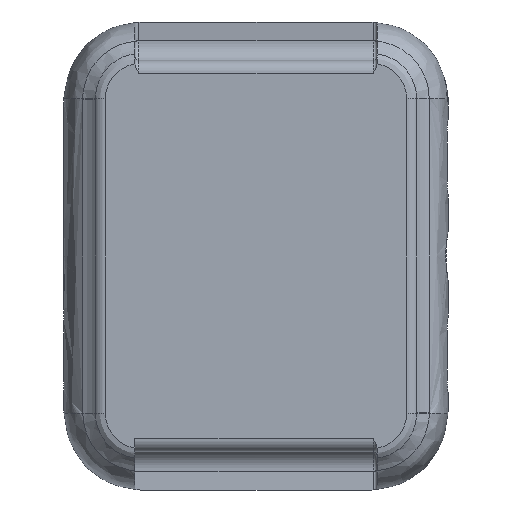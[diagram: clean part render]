
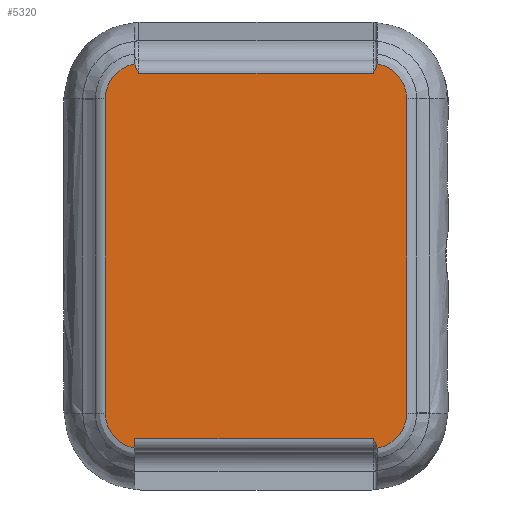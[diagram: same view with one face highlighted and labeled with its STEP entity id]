
A CAD part, front view. The second image highlights one B-rep face of the part: STEP entity #5320.
In plain terms, the highlighted planar face has unit normal (0, -1, 0).
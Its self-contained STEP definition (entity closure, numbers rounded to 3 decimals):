
#40=LINE('',#7528,#307);
#43=LINE('',#7615,#310);
#44=LINE('',#7619,#311);
#45=LINE('',#7621,#312);
#46=LINE('',#7635,#313);
#307=VECTOR('',#5922,9.702);
#310=VECTOR('',#5929,9.763);
#311=VECTOR('',#5932,10.);
#312=VECTOR('',#5933,9.702);
#313=VECTOR('',#5936,9.763);
#573=(
BOUNDED_CURVE()
B_SPLINE_CURVE(2,(#7296,#7297,#7298),.UNSPECIFIED.,.F.,.F.)
B_SPLINE_CURVE_WITH_KNOTS((3,3),(6.456,6.459),
 .UNSPECIFIED.)
CURVE()
GEOMETRIC_REPRESENTATION_ITEM()
RATIONAL_B_SPLINE_CURVE((0.943,0.942,0.942))
REPRESENTATION_ITEM('')
);
#574=(
BOUNDED_CURVE()
B_SPLINE_CURVE(2,(#7611,#7612,#7613),.UNSPECIFIED.,.F.,.F.)
B_SPLINE_CURVE_WITH_KNOTS((3,3),(6.107,6.11),
 .UNSPECIFIED.)
CURVE()
GEOMETRIC_REPRESENTATION_ITEM()
RATIONAL_B_SPLINE_CURVE((0.942,0.942,0.943))
REPRESENTATION_ITEM('')
);
#669=ELLIPSE('',#5637,3.222,3.202);
#670=ELLIPSE('',#5640,3.222,3.202);
#671=ELLIPSE('',#5641,3.222,3.202);
#672=ELLIPSE('',#5642,3.222,3.202);
#792=PLANE('',#5639);
#911=FACE_OUTER_BOUND('',#1232,.T.);
#1232=EDGE_LOOP('',(#3549,#3550,#3551,#3552,#3553,#3554,#3555,#3556,#3557,
#3558,#3559,#3560,#3561,#3562));
#1577=B_SPLINE_CURVE_WITH_KNOTS('',3,(#6751,#6752,#6753,#6754,#6755,#6756,
#6757,#6758,#6759,#6760),.UNSPECIFIED.,.F.,.F.,(4,2,2,2,4),(-0.001,
0.,0.038,0.073,0.091),
 .UNSPECIFIED.);
#1597=B_SPLINE_CURVE_WITH_KNOTS('',3,(#7136,#7137,#7138,#7139,#7140,#7141,
#7142,#7143,#7144,#7145),.UNSPECIFIED.,.F.,.F.,(4,2,2,2,4),(0.013,
0.022,0.056,0.103,0.103),
 .UNSPECIFIED.);
#1631=B_SPLINE_CURVE_WITH_KNOTS('',3,(#7623,#7624,#7625,#7626,#7627,#7628,
#7629,#7630,#7631,#7632),.UNSPECIFIED.,.F.,.F.,(4,2,2,2,4),(0.013,
0.022,0.056,0.103,0.103),
 .UNSPECIFIED.);
#2023=VERTEX_POINT('',#6726);
#2027=VERTEX_POINT('',#6745);
#2047=VERTEX_POINT('',#7134);
#2048=VERTEX_POINT('',#7135);
#2055=VERTEX_POINT('',#7293);
#2056=VERTEX_POINT('',#7294);
#2077=VERTEX_POINT('',#7608);
#2078=VERTEX_POINT('',#7609);
#2079=VERTEX_POINT('',#7614);
#2080=VERTEX_POINT('',#7616);
#2081=VERTEX_POINT('',#7618);
#2082=VERTEX_POINT('',#7620);
#2083=VERTEX_POINT('',#7622);
#2084=VERTEX_POINT('',#7633);
#2580=EDGE_CURVE('',#2027,#2023,#1577,.T.);
#2606=EDGE_CURVE('',#2047,#2048,#1597,.F.);
#2616=EDGE_CURVE('',#2055,#2056,#669,.T.);
#2617=EDGE_CURVE('',#2048,#2056,#573,.T.);
#2641=EDGE_CURVE('',#2047,#2027,#40,.T.);
#2648=EDGE_CURVE('',#2077,#2078,#670,.T.);
#2649=EDGE_CURVE('',#2023,#2077,#574,.F.);
#2650=EDGE_CURVE('',#2079,#2055,#43,.T.);
#2651=EDGE_CURVE('',#2080,#2079,#671,.T.);
#2652=EDGE_CURVE('',#2081,#2080,#44,.F.);
#2653=EDGE_CURVE('',#2082,#2081,#45,.T.);
#2654=EDGE_CURVE('',#2082,#2083,#1631,.F.);
#2655=EDGE_CURVE('',#2083,#2084,#672,.F.);
#2656=EDGE_CURVE('',#2078,#2084,#46,.T.);
#3549=ORIENTED_EDGE('',*,*,#2648,.F.);
#3550=ORIENTED_EDGE('',*,*,#2649,.F.);
#3551=ORIENTED_EDGE('',*,*,#2580,.F.);
#3552=ORIENTED_EDGE('',*,*,#2641,.F.);
#3553=ORIENTED_EDGE('',*,*,#2606,.T.);
#3554=ORIENTED_EDGE('',*,*,#2617,.T.);
#3555=ORIENTED_EDGE('',*,*,#2616,.F.);
#3556=ORIENTED_EDGE('',*,*,#2650,.F.);
#3557=ORIENTED_EDGE('',*,*,#2651,.F.);
#3558=ORIENTED_EDGE('',*,*,#2652,.F.);
#3559=ORIENTED_EDGE('',*,*,#2653,.F.);
#3560=ORIENTED_EDGE('',*,*,#2654,.T.);
#3561=ORIENTED_EDGE('',*,*,#2655,.T.);
#3562=ORIENTED_EDGE('',*,*,#2656,.F.);
#5320=ADVANCED_FACE('',(#911),#792,.T.);
#5637=AXIS2_PLACEMENT_3D('',#7295,#5917,#5918);
#5639=AXIS2_PLACEMENT_3D('',#7607,#5925,#5926);
#5640=AXIS2_PLACEMENT_3D('',#7610,#5927,#5928);
#5641=AXIS2_PLACEMENT_3D('',#7617,#5930,#5931);
#5642=AXIS2_PLACEMENT_3D('',#7634,#5934,#5935);
#5917=DIRECTION('center_axis',(0.,1.,0.));
#5918=DIRECTION('ref_axis',(0.,0.,1.));
#5922=DIRECTION('',(1.,0.,0.));
#5925=DIRECTION('center_axis',(0.,-1.,0.));
#5926=DIRECTION('ref_axis',(0.,0.,-1.));
#5927=DIRECTION('center_axis',(0.,1.,0.));
#5928=DIRECTION('ref_axis',(0.,0.,-1.));
#5929=DIRECTION('',(0.,0.,1.));
#5930=DIRECTION('center_axis',(0.,1.,0.));
#5931=DIRECTION('ref_axis',(0.,0.,1.));
#5932=DIRECTION('',(0.,0.,1.));
#5933=DIRECTION('',(-1.,0.,0.));
#5934=DIRECTION('center_axis',(0.,1.,0.));
#5935=DIRECTION('ref_axis',(0.,0.,-1.));
#5936=DIRECTION('',(0.,0.,-1.));
#6726=CARTESIAN_POINT('',(11.478,-9.473,17.479));
#6745=CARTESIAN_POINT('',(11.138,-9.473,16.637));
#6751=CARTESIAN_POINT('Ctrl Pts',(11.138,-9.473,16.637));
#6752=CARTESIAN_POINT('Ctrl Pts',(11.139,-9.473,16.638));
#6753=CARTESIAN_POINT('Ctrl Pts',(11.139,-9.473,16.64));
#6754=CARTESIAN_POINT('Ctrl Pts',(11.201,-9.473,16.753));
#6755=CARTESIAN_POINT('Ctrl Pts',(11.262,-9.473,16.865));
#6756=CARTESIAN_POINT('Ctrl Pts',(11.365,-9.473,17.084));
#6757=CARTESIAN_POINT('Ctrl Pts',(11.41,-9.473,17.193));
#6758=CARTESIAN_POINT('Ctrl Pts',(11.458,-9.473,17.361));
#6759=CARTESIAN_POINT('Ctrl Pts',(11.47,-9.473,17.42));
#6760=CARTESIAN_POINT('Ctrl Pts',(11.478,-9.473,17.479));
#7134=CARTESIAN_POINT('',(-10.162,-9.473,16.637));
#7135=CARTESIAN_POINT('',(-10.503,-9.473,17.479));
#7136=CARTESIAN_POINT('Ctrl Pts',(-10.503,-9.473,17.479));
#7137=CARTESIAN_POINT('Ctrl Pts',(-10.499,-9.473,17.45));
#7138=CARTESIAN_POINT('Ctrl Pts',(-10.494,-9.473,17.421));
#7139=CARTESIAN_POINT('Ctrl Pts',(-10.465,-9.473,17.283));
#7140=CARTESIAN_POINT('Ctrl Pts',(-10.426,-9.473,17.174));
#7141=CARTESIAN_POINT('Ctrl Pts',(-10.319,-9.473,16.925));
#7142=CARTESIAN_POINT('Ctrl Pts',(-10.242,-9.473,16.783));
#7143=CARTESIAN_POINT('Ctrl Pts',(-10.164,-9.473,16.64));
#7144=CARTESIAN_POINT('Ctrl Pts',(-10.163,-9.473,16.638));
#7145=CARTESIAN_POINT('Ctrl Pts',(-10.162,-9.473,16.637));
#7293=CARTESIAN_POINT('',(-13.193,-9.473,14.298));
#7294=CARTESIAN_POINT('',(-10.512,-9.473,17.477));
#7295=CARTESIAN_POINT('Origin',(-9.991,-9.473,14.298));
#7296=CARTESIAN_POINT('Ctrl Pts',(-10.503,-9.473,17.479));
#7297=CARTESIAN_POINT('Ctrl Pts',(-10.508,-9.473,17.478));
#7298=CARTESIAN_POINT('Ctrl Pts',(-10.512,-9.473,17.477));
#7528=CARTESIAN_POINT('',(0.488,-9.473,16.637));
#7607=CARTESIAN_POINT('Origin',(0.488,-9.473,0.044));
#7608=CARTESIAN_POINT('',(11.488,-9.473,17.477));
#7609=CARTESIAN_POINT('',(14.168,-9.473,14.298));
#7610=CARTESIAN_POINT('Origin',(10.966,-9.473,14.298));
#7611=CARTESIAN_POINT('Ctrl Pts',(11.488,-9.473,17.477));
#7612=CARTESIAN_POINT('Ctrl Pts',(11.483,-9.473,17.478));
#7613=CARTESIAN_POINT('Ctrl Pts',(11.478,-9.473,17.479));
#7614=CARTESIAN_POINT('',(-13.193,-9.473,-14.21));
#7615=CARTESIAN_POINT('',(-13.193,-9.473,7.171));
#7616=CARTESIAN_POINT('',(-10.512,-9.473,-17.389));
#7617=CARTESIAN_POINT('Origin',(-9.991,-9.473,-14.21));
#7618=CARTESIAN_POINT('',(-10.512,-9.473,-16.548));
#7619=CARTESIAN_POINT('',(-10.512,-9.473,-9.646));
#7620=CARTESIAN_POINT('',(11.138,-9.473,-16.548));
#7621=CARTESIAN_POINT('',(0.488,-9.473,-16.548));
#7622=CARTESIAN_POINT('',(11.478,-9.473,-17.39));
#7623=CARTESIAN_POINT('Ctrl Pts',(11.478,-9.473,-17.39));
#7624=CARTESIAN_POINT('Ctrl Pts',(11.474,-9.473,-17.361));
#7625=CARTESIAN_POINT('Ctrl Pts',(11.469,-9.473,-17.333));
#7626=CARTESIAN_POINT('Ctrl Pts',(11.44,-9.473,-17.194));
#7627=CARTESIAN_POINT('Ctrl Pts',(11.402,-9.473,-17.086));
#7628=CARTESIAN_POINT('Ctrl Pts',(11.295,-9.473,-16.837));
#7629=CARTESIAN_POINT('Ctrl Pts',(11.217,-9.473,-16.695));
#7630=CARTESIAN_POINT('Ctrl Pts',(11.139,-9.473,-16.551));
#7631=CARTESIAN_POINT('Ctrl Pts',(11.139,-9.473,-16.55));
#7632=CARTESIAN_POINT('Ctrl Pts',(11.138,-9.473,-16.548));
#7633=CARTESIAN_POINT('',(14.168,-9.473,-14.21));
#7634=CARTESIAN_POINT('Origin',(10.966,-9.473,-14.21));
#7635=CARTESIAN_POINT('',(14.168,-9.473,-7.083));
